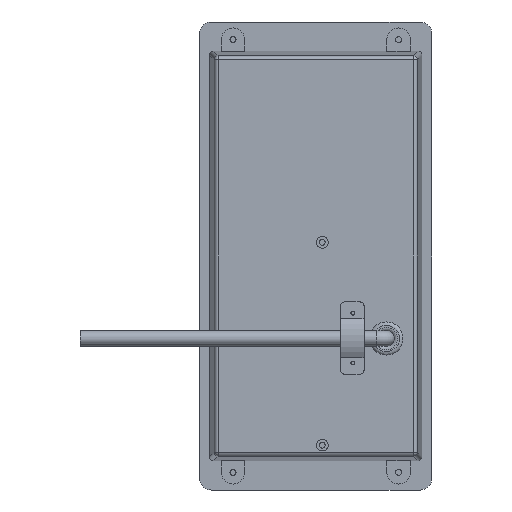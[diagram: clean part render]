
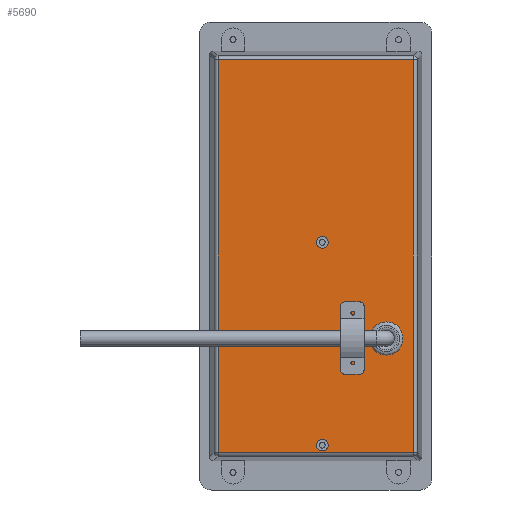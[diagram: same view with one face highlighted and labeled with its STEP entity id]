
A CAD part, front view. The second image highlights one B-rep face of the part: STEP entity #5690.
In plain terms, the highlighted planar face has unit normal (0, -1, 0).
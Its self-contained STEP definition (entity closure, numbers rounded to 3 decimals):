
#223=LINE('',#8618,#771);
#224=LINE('',#8620,#772);
#225=LINE('',#8622,#773);
#226=LINE('',#8623,#774);
#771=VECTOR('',#6826,10.);
#772=VECTOR('',#6827,10.);
#773=VECTOR('',#6828,10.);
#774=VECTOR('',#6829,10.);
#1320=FACE_BOUND('',#1948,.T.);
#1321=FACE_BOUND('',#1949,.T.);
#1322=FACE_BOUND('',#1950,.T.);
#1395=PLANE('',#6186);
#1609=FACE_OUTER_BOUND('',#1947,.T.);
#1947=EDGE_LOOP('',(#4027,#4028,#4029,#4030));
#1948=EDGE_LOOP('',(#4031,#4032));
#1949=EDGE_LOOP('',(#4033,#4034));
#1950=EDGE_LOOP('',(#4035,#4036));
#2361=CIRCLE('',#6184,8.5);
#2362=CIRCLE('',#6185,8.5);
#2363=CIRCLE('',#6187,3.);
#2364=CIRCLE('',#6188,3.);
#2365=CIRCLE('',#6189,3.);
#2366=CIRCLE('',#6190,3.);
#2627=VERTEX_POINT('',#8610);
#2628=VERTEX_POINT('',#8612);
#2629=VERTEX_POINT('',#8616);
#2630=VERTEX_POINT('',#8617);
#2631=VERTEX_POINT('',#8619);
#2632=VERTEX_POINT('',#8621);
#2633=VERTEX_POINT('',#8624);
#2634=VERTEX_POINT('',#8625);
#2635=VERTEX_POINT('',#8628);
#2636=VERTEX_POINT('',#8629);
#3188=EDGE_CURVE('',#2628,#2627,#2361,.T.);
#3189=EDGE_CURVE('',#2627,#2628,#2362,.T.);
#3190=EDGE_CURVE('',#2629,#2630,#223,.T.);
#3191=EDGE_CURVE('',#2631,#2629,#224,.T.);
#3192=EDGE_CURVE('',#2632,#2631,#225,.T.);
#3193=EDGE_CURVE('',#2630,#2632,#226,.T.);
#3194=EDGE_CURVE('',#2633,#2634,#2363,.T.);
#3195=EDGE_CURVE('',#2634,#2633,#2364,.T.);
#3196=EDGE_CURVE('',#2635,#2636,#2365,.T.);
#3197=EDGE_CURVE('',#2636,#2635,#2366,.T.);
#4027=ORIENTED_EDGE('',*,*,#3190,.F.);
#4028=ORIENTED_EDGE('',*,*,#3191,.F.);
#4029=ORIENTED_EDGE('',*,*,#3192,.F.);
#4030=ORIENTED_EDGE('',*,*,#3193,.F.);
#4031=ORIENTED_EDGE('',*,*,#3194,.T.);
#4032=ORIENTED_EDGE('',*,*,#3195,.T.);
#4033=ORIENTED_EDGE('',*,*,#3196,.T.);
#4034=ORIENTED_EDGE('',*,*,#3197,.T.);
#4035=ORIENTED_EDGE('',*,*,#3188,.T.);
#4036=ORIENTED_EDGE('',*,*,#3189,.T.);
#5690=ADVANCED_FACE('',(#1609,#1320,#1321,#1322),#1395,.F.);
#6184=AXIS2_PLACEMENT_3D('',#8613,#6820,#6821);
#6185=AXIS2_PLACEMENT_3D('',#8614,#6822,#6823);
#6186=AXIS2_PLACEMENT_3D('',#8615,#6824,#6825);
#6187=AXIS2_PLACEMENT_3D('',#8626,#6830,#6831);
#6188=AXIS2_PLACEMENT_3D('',#8627,#6832,#6833);
#6189=AXIS2_PLACEMENT_3D('',#8630,#6834,#6835);
#6190=AXIS2_PLACEMENT_3D('',#8631,#6836,#6837);
#6820=DIRECTION('center_axis',(0.,1.,0.));
#6821=DIRECTION('ref_axis',(1.,0.,0.));
#6822=DIRECTION('center_axis',(0.,1.,0.));
#6823=DIRECTION('ref_axis',(1.,0.,0.));
#6824=DIRECTION('center_axis',(0.,1.,0.));
#6825=DIRECTION('ref_axis',(0.,0.,1.));
#6826=DIRECTION('',(0.,0.,1.));
#6827=DIRECTION('',(-1.,0.,0.));
#6828=DIRECTION('',(0.,0.,-1.));
#6829=DIRECTION('',(1.,0.,0.));
#6830=DIRECTION('center_axis',(0.,1.,0.));
#6831=DIRECTION('ref_axis',(1.,0.,0.));
#6832=DIRECTION('center_axis',(0.,1.,0.));
#6833=DIRECTION('ref_axis',(1.,0.,0.));
#6834=DIRECTION('center_axis',(0.,1.,0.));
#6835=DIRECTION('ref_axis',(1.,0.,0.));
#6836=DIRECTION('center_axis',(0.,1.,0.));
#6837=DIRECTION('ref_axis',(1.,0.,0.));
#8610=CARTESIAN_POINT('',(27.698,0.,-42.319));
#8612=CARTESIAN_POINT('',(44.698,0.,-42.319));
#8613=CARTESIAN_POINT('Origin',(36.198,0.,-42.319));
#8614=CARTESIAN_POINT('Origin',(36.198,0.,-42.319));
#8615=CARTESIAN_POINT('Origin',(0.,0.,0.));
#8616=CARTESIAN_POINT('',(-50.069,0.,-100.569));
#8617=CARTESIAN_POINT('',(-50.069,0.,100.569));
#8618=CARTESIAN_POINT('',(-50.069,0.,51.25));
#8619=CARTESIAN_POINT('',(50.069,0.,-100.569));
#8620=CARTESIAN_POINT('',(-26.,0.,-100.569));
#8621=CARTESIAN_POINT('',(50.069,0.,100.569));
#8622=CARTESIAN_POINT('',(50.069,0.,-51.25));
#8623=CARTESIAN_POINT('',(26.,0.,100.569));
#8624=CARTESIAN_POINT('',(6.323,0.,-97.));
#8625=CARTESIAN_POINT('',(0.323,0.,-97.));
#8626=CARTESIAN_POINT('Origin',(3.323,0.,-97.));
#8627=CARTESIAN_POINT('Origin',(3.323,0.,-97.));
#8628=CARTESIAN_POINT('',(6.323,0.,7.));
#8629=CARTESIAN_POINT('',(0.323,0.,7.));
#8630=CARTESIAN_POINT('Origin',(3.323,0.,7.));
#8631=CARTESIAN_POINT('Origin',(3.323,0.,7.));
